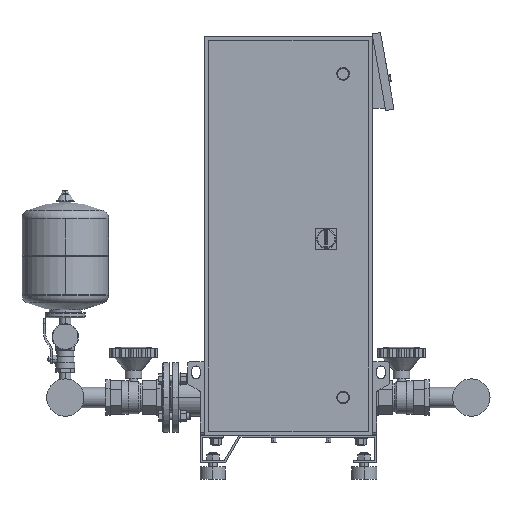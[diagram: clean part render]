
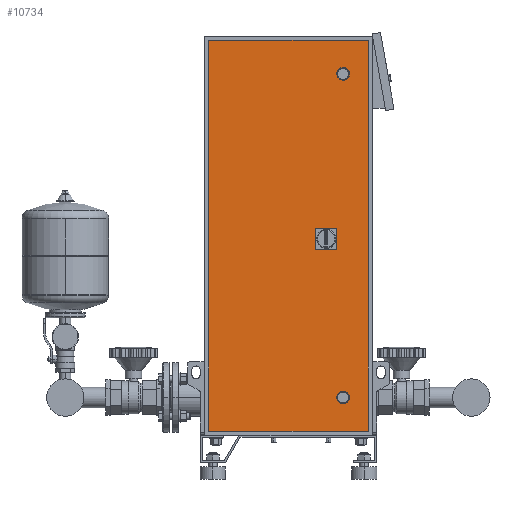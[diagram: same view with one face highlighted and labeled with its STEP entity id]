
A CAD part, left-side view. The second image highlights one B-rep face of the part: STEP entity #10734.
In plain terms, the highlighted free-form (B-spline) face has degree [1, 1] with [2, 2] control points.
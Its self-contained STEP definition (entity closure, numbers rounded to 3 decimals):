
#10212=CARTESIAN_POINT('',(-200.0,-130.0,950.0));
#10213=VERTEX_POINT('',#10212);
#10229=CARTESIAN_POINT('',(-200.0,-130.0,980.0));
#10230=VERTEX_POINT('',#10229);
#10237=CARTESIAN_POINT('',(-200.0,-130.0,965.0));
#10238=DIRECTION('',(1.0,0.0,0.0));
#10239=DIRECTION('',(0.0,0.0,-1.0));
#10240=AXIS2_PLACEMENT_3D('',#10237,#10238,#10239);
#10241=CIRCLE('',#10240,15.0);
#10242=EDGE_CURVE('',#10213,#10230,#10241,.T.);
#10336=CARTESIAN_POINT('',(-200.0,-130.0,180.0));
#10337=VERTEX_POINT('',#10336);
#10353=CARTESIAN_POINT('',(-200.0,-130.0,210.0));
#10354=VERTEX_POINT('',#10353);
#10361=CARTESIAN_POINT('',(-200.0,-130.0,195.0));
#10362=DIRECTION('',(1.0,0.0,0.0));
#10363=DIRECTION('',(0.0,0.0,-1.0));
#10364=AXIS2_PLACEMENT_3D('',#10361,#10362,#10363);
#10365=CIRCLE('',#10364,15.0);
#10366=EDGE_CURVE('',#10337,#10354,#10365,.T.);
#10435=CARTESIAN_POINT('',(-200.0,-130.0,195.0));
#10436=DIRECTION('',(1.0,0.0,0.0));
#10437=DIRECTION('',(0.0,0.0,-1.0));
#10438=AXIS2_PLACEMENT_3D('',#10435,#10436,#10437);
#10439=CIRCLE('',#10438,15.0);
#10440=EDGE_CURVE('',#10354,#10337,#10439,.T.);
#10500=CARTESIAN_POINT('',(-200.0,190.0,115.0));
#10501=VERTEX_POINT('',#10500);
#10502=CARTESIAN_POINT('',(-200.0,-190.0,115.0));
#10503=VERTEX_POINT('',#10502);
#10504=CARTESIAN_POINT('',(-200.0,190.0,115.0));
#10505=DIRECTION('',(0.0,-1.0,0.0));
#10506=VECTOR('',#10505,380.0);
#10507=LINE('',#10504,#10506);
#10508=EDGE_CURVE('',#10501,#10503,#10507,.T.);
#10559=CARTESIAN_POINT('',(-200.0,-130.0,965.0));
#10560=DIRECTION('',(1.0,0.0,0.0));
#10561=DIRECTION('',(0.0,0.0,-1.0));
#10562=AXIS2_PLACEMENT_3D('',#10559,#10560,#10561);
#10563=CIRCLE('',#10562,15.0);
#10564=EDGE_CURVE('',#10230,#10213,#10563,.T.);
#10624=CARTESIAN_POINT('',(-200.0,-190.0,1045.0));
#10625=VERTEX_POINT('',#10624);
#10626=CARTESIAN_POINT('',(-200.0,190.,1045.0));
#10627=VERTEX_POINT('',#10626);
#10628=CARTESIAN_POINT('',(-200.0,-190.0,1045.0));
#10629=DIRECTION('',(0.0,1.0,0.0));
#10630=VECTOR('',#10629,380.);
#10631=LINE('',#10628,#10630);
#10632=EDGE_CURVE('',#10625,#10627,#10631,.T.);
#10686=CARTESIAN_POINT('',(-200.0,-190.0,115.0));
#10687=DIRECTION('',(0.0,0.0,1.0));
#10688=VECTOR('',#10687,930.0);
#10689=LINE('',#10686,#10688);
#10690=EDGE_CURVE('',#10503,#10625,#10689,.T.);
#10705=CARTESIAN_POINT('',(-200.0,190.,1045.0));
#10706=DIRECTION('',(0.0,0.0,-1.0));
#10707=VECTOR('',#10706,930.0);
#10708=LINE('',#10705,#10707);
#10709=EDGE_CURVE('',#10627,#10501,#10708,.T.);
#10715=CARTESIAN_POINT('',(-200.0,190.0,1045.0));
#10716=CARTESIAN_POINT('',(-200.0,190.0,115.0));
#10717=CARTESIAN_POINT('',(-200.0,-190.0,1045.0));
#10718=CARTESIAN_POINT('',(-200.0,-190.0,115.0));
#10719=B_SPLINE_SURFACE_WITH_KNOTS('',1,1,((#10715,#10717),(#10716,#10718)),.UNSPECIFIED.,.F.,.F.,.U.,(2,2),(2,2),(0.0,930.0),(0.0,380.0),.UNSPECIFIED.);
#10720=ORIENTED_EDGE('',*,*,#10709,.T.);
#10721=ORIENTED_EDGE('',*,*,#10508,.T.);
#10722=ORIENTED_EDGE('',*,*,#10690,.T.);
#10723=ORIENTED_EDGE('',*,*,#10632,.T.);
#10724=EDGE_LOOP('',(#10720,#10721,#10722,#10723));
#10725=FACE_OUTER_BOUND('',#10724,.T.);
#10726=ORIENTED_EDGE('',*,*,#10440,.T.);
#10727=ORIENTED_EDGE('',*,*,#10366,.T.);
#10728=EDGE_LOOP('',(#10726,#10727));
#10729=FACE_BOUND('',#10728,.T.);
#10730=ORIENTED_EDGE('',*,*,#10564,.T.);
#10731=ORIENTED_EDGE('',*,*,#10242,.T.);
#10732=EDGE_LOOP('',(#10730,#10731));
#10733=FACE_BOUND('',#10732,.T.);
#10734=ADVANCED_FACE('',(#10725,#10729,#10733),#10719,.T.);
